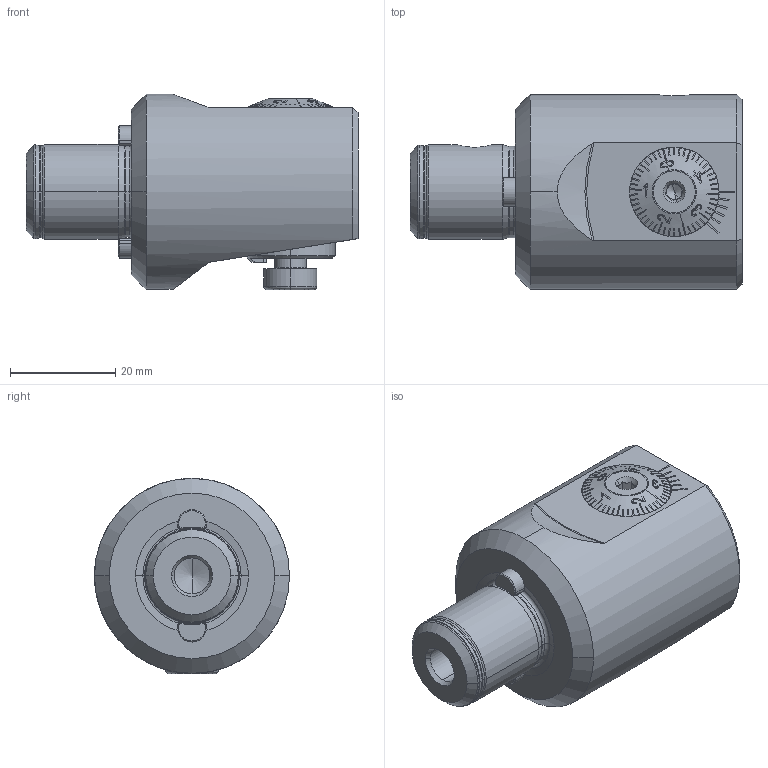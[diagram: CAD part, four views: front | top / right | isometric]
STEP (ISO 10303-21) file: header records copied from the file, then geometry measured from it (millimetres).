
FILE_DESCRIPTION (( 'STEP AP203' ), '1' );
FILE_NAME ('304.032.040.047.STEP', '2020-02-11T08:18:06', ( '' ), ( '' ), 'SwSTEP 2.0', 'SolidWorks 2017', '' );
FILE_SCHEMA (( 'CONFIG_CONTROL_DESIGN' ));
Length unit declared in the file: millimetre
Products named in the file (16): ST3-ER2.001.007_A; F32-BG2.009.012_A; Klebstoff D6; T7 M2.5 x 6; ISO 4026 - M6 x 8; DIN 7984 - M6 x 10; 304.032.040.047; F32-BG1.010.006_A; F32-BG2.017.003_A; F32-BG2.017.004_A; F32-BG1.AA4.017_Standart; F32-BG2.014.012_A; F32-BG3.006.026_A; F32-BG1.DA3.017_A_Aktuell 0.6.2014-Mx1.3; ST3-F32.AA3.047_A_Aktuell 04.2019; DIN 3771 - 15x1.0
Assembly tree (16 placements, depth 3):
  304.032.040.047
    ST3-F32.AA3.047_A_Aktuell 04.2019
    F32-BG1.AA4.017_Standart
      F32-BG1.DA3.017_A_Aktuell 0.6.2014-Mx1.3
      F32-BG2.014.012_A
      F32-BG2.017.003_A
      F32-BG2.017.004_A
      F32-BG2.009.012_A
      F32-BG1.010.006_A
      DIN 3771 - 15x1.0
    Klebstoff D6
    T7 M2.5 x 6
    ISO 4026 - M6 x 8
    F32-BG3.006.026_A
    DIN 7984 - M6 x 10
    ST3-ER2.001.007_A  x2
Bounding box: 63 x 37 x 37.05 mm (x, y, z)
Volume: 43324.2 mm3; surface area: 17201.2 mm2
Topology: 15 solids, 15 shells, 724 faces, 1849 edges, 1156 vertices
Faces by surface type: plane 306, cone 193, cylinder 134, torus 56, bspline 35
Entity records: 25778 total; most frequent: CARTESIAN_POINT 7766, ORIENTED_EDGE 3578, DIRECTION 3164, EDGE_CURVE 1789, AXIS2_PLACEMENT_3D 1228, VERTEX_POINT 1130, EDGE_LOOP 753, VECTOR 708
